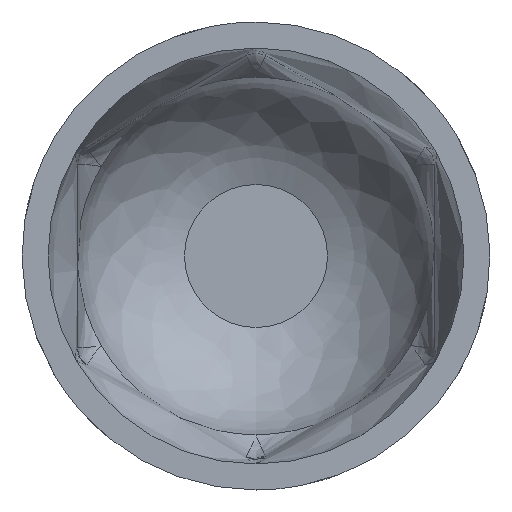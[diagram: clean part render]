
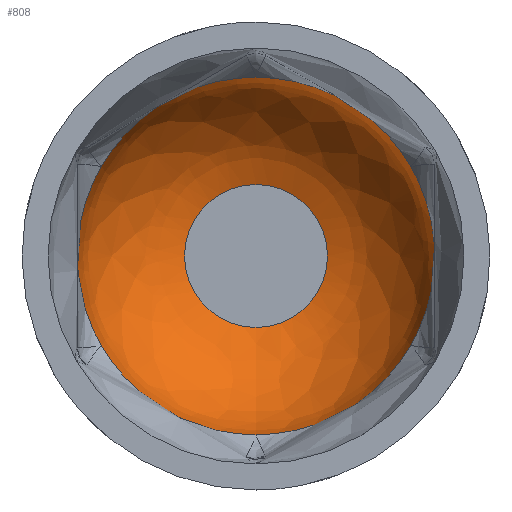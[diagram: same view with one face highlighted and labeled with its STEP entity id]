
A CAD part, front view. The second image highlights one B-rep face of the part: STEP entity #808.
In plain terms, the highlighted free-form (B-spline) face has degree [2, 2] with [3, 9] control points.
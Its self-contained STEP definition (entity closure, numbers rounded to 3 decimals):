
#25=(
BOUNDED_CURVE()
B_SPLINE_CURVE(2,(#2289,#2290,#2291),.UNSPECIFIED.,.F.,.F.)
B_SPLINE_CURVE_WITH_KNOTS((3,3),(0.119,1.26),
 .UNSPECIFIED.)
CURVE()
GEOMETRIC_REPRESENTATION_ITEM()
RATIONAL_B_SPLINE_CURVE((1.,0.842,1.))
REPRESENTATION_ITEM('')
);
#27=(
BOUNDED_SURFACE()
B_SPLINE_SURFACE(2,2,((#2261,#2262,#2263,#2264,#2265,#2266,#2267,#2268,
#2269),(#2270,#2271,#2272,#2273,#2274,#2275,#2276,#2277,#2278),(#2279,#2280,
#2281,#2282,#2283,#2284,#2285,#2286,#2287)),.UNSPECIFIED.,.F.,.T.,.F.)
B_SPLINE_SURFACE_WITH_KNOTS((3,3),(3,2,2,2,3),(0.119,1.26),
(-3.142,-1.571,0.,1.571,3.142),
 .UNSPECIFIED.)
GEOMETRIC_REPRESENTATION_ITEM()
RATIONAL_B_SPLINE_SURFACE(((1.,0.707,1.,0.707,1.,
0.707,1.,0.707,1.),(0.842,0.595,
0.842,0.595,0.842,0.595,
0.842,0.595,0.842),(1.,0.707,
1.,0.707,1.,0.707,1.,0.707,1.)))
REPRESENTATION_ITEM('')
SURFACE()
);
#30=CIRCLE('',#830,13.75);
#31=CIRCLE('',#831,13.75);
#32=CIRCLE('',#832,13.75);
#33=CIRCLE('',#833,13.75);
#34=CIRCLE('',#834,13.75);
#35=CIRCLE('',#835,13.75);
#37=CIRCLE('',#837,13.75);
#38=CIRCLE('',#838,13.75);
#39=CIRCLE('',#839,13.75);
#42=CIRCLE('',#842,13.75);
#43=CIRCLE('',#843,13.75);
#44=CIRCLE('',#844,13.75);
#45=CIRCLE('',#845,5.5);
#46=CIRCLE('',#846,5.5);
#47=CIRCLE('',#847,13.75);
#48=CIRCLE('',#848,13.75);
#49=CIRCLE('',#849,13.75);
#50=CIRCLE('',#850,13.75);
#51=CIRCLE('',#851,13.75);
#52=CIRCLE('',#852,13.75);
#79=FACE_OUTER_BOUND('',#108,.T.);
#108=EDGE_LOOP('',(#570,#571,#572,#573,#574,#575,#576,#577,#578,#579,#580,
#581,#582,#583,#584,#585,#586,#587,#588,#589,#590,#591));
#225=VERTEX_POINT('',#1064);
#235=VERTEX_POINT('',#1230);
#236=VERTEX_POINT('',#1241);
#237=VERTEX_POINT('',#1243);
#239=VERTEX_POINT('',#1351);
#244=VERTEX_POINT('',#1494);
#245=VERTEX_POINT('',#1496);
#246=VERTEX_POINT('',#1498);
#254=VERTEX_POINT('',#1758);
#255=VERTEX_POINT('',#1760);
#256=VERTEX_POINT('',#1762);
#264=VERTEX_POINT('',#2002);
#272=VERTEX_POINT('',#2172);
#273=VERTEX_POINT('',#2174);
#274=VERTEX_POINT('',#2288);
#275=VERTEX_POINT('',#2292);
#276=VERTEX_POINT('',#2295);
#277=VERTEX_POINT('',#2297);
#278=VERTEX_POINT('',#2300);
#279=VERTEX_POINT('',#2302);
#354=EDGE_CURVE('',#236,#235,#30,.T.);
#355=EDGE_CURVE('',#237,#236,#31,.T.);
#356=EDGE_CURVE('',#225,#237,#32,.T.);
#363=EDGE_CURVE('',#244,#239,#33,.T.);
#364=EDGE_CURVE('',#245,#244,#34,.T.);
#365=EDGE_CURVE('',#246,#245,#35,.T.);
#375=EDGE_CURVE('',#254,#246,#37,.T.);
#376=EDGE_CURVE('',#255,#254,#38,.T.);
#377=EDGE_CURVE('',#256,#255,#39,.T.);
#397=EDGE_CURVE('',#272,#256,#42,.T.);
#398=EDGE_CURVE('',#273,#272,#43,.T.);
#399=EDGE_CURVE('',#264,#273,#44,.T.);
#400=EDGE_CURVE('',#239,#274,#25,.T.);
#401=EDGE_CURVE('',#274,#275,#45,.T.);
#402=EDGE_CURVE('',#275,#274,#46,.T.);
#403=EDGE_CURVE('',#239,#276,#47,.T.);
#404=EDGE_CURVE('',#276,#277,#48,.T.);
#405=EDGE_CURVE('',#277,#225,#49,.T.);
#406=EDGE_CURVE('',#235,#278,#50,.T.);
#407=EDGE_CURVE('',#278,#279,#51,.T.);
#408=EDGE_CURVE('',#279,#264,#52,.T.);
#570=ORIENTED_EDGE('',*,*,#376,.T.);
#571=ORIENTED_EDGE('',*,*,#375,.T.);
#572=ORIENTED_EDGE('',*,*,#365,.T.);
#573=ORIENTED_EDGE('',*,*,#364,.T.);
#574=ORIENTED_EDGE('',*,*,#363,.T.);
#575=ORIENTED_EDGE('',*,*,#400,.T.);
#576=ORIENTED_EDGE('',*,*,#401,.T.);
#577=ORIENTED_EDGE('',*,*,#402,.T.);
#578=ORIENTED_EDGE('',*,*,#400,.F.);
#579=ORIENTED_EDGE('',*,*,#403,.T.);
#580=ORIENTED_EDGE('',*,*,#404,.T.);
#581=ORIENTED_EDGE('',*,*,#405,.T.);
#582=ORIENTED_EDGE('',*,*,#356,.T.);
#583=ORIENTED_EDGE('',*,*,#355,.T.);
#584=ORIENTED_EDGE('',*,*,#354,.T.);
#585=ORIENTED_EDGE('',*,*,#406,.T.);
#586=ORIENTED_EDGE('',*,*,#407,.T.);
#587=ORIENTED_EDGE('',*,*,#408,.T.);
#588=ORIENTED_EDGE('',*,*,#399,.T.);
#589=ORIENTED_EDGE('',*,*,#398,.T.);
#590=ORIENTED_EDGE('',*,*,#397,.T.);
#591=ORIENTED_EDGE('',*,*,#377,.T.);
#808=ADVANCED_FACE('',(#79),#27,.T.);
#830=AXIS2_PLACEMENT_3D('',#1242,#882,#883);
#831=AXIS2_PLACEMENT_3D('',#1244,#884,#885);
#832=AXIS2_PLACEMENT_3D('',#1245,#886,#887);
#833=AXIS2_PLACEMENT_3D('',#1495,#888,#889);
#834=AXIS2_PLACEMENT_3D('',#1497,#890,#891);
#835=AXIS2_PLACEMENT_3D('',#1499,#892,#893);
#837=AXIS2_PLACEMENT_3D('',#1759,#896,#897);
#838=AXIS2_PLACEMENT_3D('',#1761,#898,#899);
#839=AXIS2_PLACEMENT_3D('',#1763,#900,#901);
#842=AXIS2_PLACEMENT_3D('',#2173,#906,#907);
#843=AXIS2_PLACEMENT_3D('',#2175,#908,#909);
#844=AXIS2_PLACEMENT_3D('',#2176,#910,#911);
#845=AXIS2_PLACEMENT_3D('',#2293,#912,#913);
#846=AXIS2_PLACEMENT_3D('',#2294,#914,#915);
#847=AXIS2_PLACEMENT_3D('',#2296,#916,#917);
#848=AXIS2_PLACEMENT_3D('',#2298,#918,#919);
#849=AXIS2_PLACEMENT_3D('',#2299,#920,#921);
#850=AXIS2_PLACEMENT_3D('',#2301,#922,#923);
#851=AXIS2_PLACEMENT_3D('',#2303,#924,#925);
#852=AXIS2_PLACEMENT_3D('',#2304,#926,#927);
#882=DIRECTION('center_axis',(0.,-1.,0.));
#883=DIRECTION('ref_axis',(1.,0.,0.));
#884=DIRECTION('center_axis',(0.,-1.,0.));
#885=DIRECTION('ref_axis',(1.,0.,0.));
#886=DIRECTION('center_axis',(0.,-1.,0.));
#887=DIRECTION('ref_axis',(1.,0.,0.));
#888=DIRECTION('center_axis',(0.,-1.,0.));
#889=DIRECTION('ref_axis',(1.,0.,0.));
#890=DIRECTION('center_axis',(0.,-1.,0.));
#891=DIRECTION('ref_axis',(1.,0.,0.));
#892=DIRECTION('center_axis',(0.,-1.,0.));
#893=DIRECTION('ref_axis',(1.,0.,0.));
#896=DIRECTION('center_axis',(0.,-1.,0.));
#897=DIRECTION('ref_axis',(1.,0.,0.));
#898=DIRECTION('center_axis',(0.,-1.,0.));
#899=DIRECTION('ref_axis',(1.,0.,0.));
#900=DIRECTION('center_axis',(0.,-1.,0.));
#901=DIRECTION('ref_axis',(1.,0.,0.));
#906=DIRECTION('center_axis',(0.,-1.,0.));
#907=DIRECTION('ref_axis',(1.,0.,0.));
#908=DIRECTION('center_axis',(0.,-1.,0.));
#909=DIRECTION('ref_axis',(1.,0.,0.));
#910=DIRECTION('center_axis',(0.,-1.,0.));
#911=DIRECTION('ref_axis',(1.,0.,0.));
#912=DIRECTION('center_axis',(0.,1.,0.));
#913=DIRECTION('ref_axis',(1.,0.,0.));
#914=DIRECTION('center_axis',(0.,1.,0.));
#915=DIRECTION('ref_axis',(1.,0.,0.));
#916=DIRECTION('center_axis',(0.,-1.,0.));
#917=DIRECTION('ref_axis',(1.,0.,0.));
#918=DIRECTION('center_axis',(0.,-1.,0.));
#919=DIRECTION('ref_axis',(1.,0.,0.));
#920=DIRECTION('center_axis',(0.,-1.,0.));
#921=DIRECTION('ref_axis',(1.,0.,0.));
#922=DIRECTION('center_axis',(0.,-1.,0.));
#923=DIRECTION('ref_axis',(1.,0.,0.));
#924=DIRECTION('center_axis',(0.,-1.,0.));
#925=DIRECTION('ref_axis',(1.,0.,0.));
#926=DIRECTION('center_axis',(0.,-1.,0.));
#927=DIRECTION('ref_axis',(1.,0.,0.));
#1064=CARTESIAN_POINT('',(11.908,22.,-6.875));
#1230=CARTESIAN_POINT('',(11.908,22.,6.875));
#1241=CARTESIAN_POINT('',(13.494,22.,2.639));
#1242=CARTESIAN_POINT('Origin',(0.,22.,0.));
#1243=CARTESIAN_POINT('',(13.494,22.,-2.639));
#1244=CARTESIAN_POINT('Origin',(0.,22.,0.));
#1245=CARTESIAN_POINT('Origin',(0.,22.,0.));
#1351=CARTESIAN_POINT('',(0.,22.,-13.75));
#1494=CARTESIAN_POINT('',(-4.462,22.,-13.006));
#1495=CARTESIAN_POINT('Origin',(0.,22.,0.));
#1496=CARTESIAN_POINT('',(-9.032,22.,-10.367));
#1497=CARTESIAN_POINT('Origin',(0.,22.,0.));
#1498=CARTESIAN_POINT('',(-11.908,22.,-6.875));
#1499=CARTESIAN_POINT('Origin',(0.,22.,0.));
#1758=CARTESIAN_POINT('',(-13.494,22.,-2.639));
#1759=CARTESIAN_POINT('Origin',(0.,22.,0.));
#1760=CARTESIAN_POINT('',(-13.494,22.,2.639));
#1761=CARTESIAN_POINT('Origin',(0.,22.,0.));
#1762=CARTESIAN_POINT('',(-11.908,22.,6.875));
#1763=CARTESIAN_POINT('Origin',(0.,22.,0.));
#2002=CARTESIAN_POINT('',(0.,22.,13.75));
#2172=CARTESIAN_POINT('',(-9.032,22.,10.367));
#2173=CARTESIAN_POINT('Origin',(0.,22.,0.));
#2174=CARTESIAN_POINT('',(-4.462,22.,13.006));
#2175=CARTESIAN_POINT('Origin',(0.,22.,0.));
#2176=CARTESIAN_POINT('Origin',(0.,22.,0.));
#2261=CARTESIAN_POINT('Ctrl Pts',(0.,22.,-13.75));
#2262=CARTESIAN_POINT('Ctrl Pts',(-13.75,22.,-13.75));
#2263=CARTESIAN_POINT('Ctrl Pts',(-13.75,22.,0.));
#2264=CARTESIAN_POINT('Ctrl Pts',(-13.75,22.,13.75));
#2265=CARTESIAN_POINT('Ctrl Pts',(0.,22.,13.75));
#2266=CARTESIAN_POINT('Ctrl Pts',(13.75,22.,13.75));
#2267=CARTESIAN_POINT('Ctrl Pts',(13.75,22.,0.));
#2268=CARTESIAN_POINT('Ctrl Pts',(13.75,22.,-13.75));
#2269=CARTESIAN_POINT('Ctrl Pts',(0.,22.,-13.75));
#2270=CARTESIAN_POINT('Ctrl Pts',(0.,29.648,-12.834));
#2271=CARTESIAN_POINT('Ctrl Pts',(-12.834,29.648,-12.834));
#2272=CARTESIAN_POINT('Ctrl Pts',(-12.834,29.648,0.));
#2273=CARTESIAN_POINT('Ctrl Pts',(-12.834,29.648,12.834));
#2274=CARTESIAN_POINT('Ctrl Pts',(0.,29.648,12.834));
#2275=CARTESIAN_POINT('Ctrl Pts',(12.834,29.648,12.834));
#2276=CARTESIAN_POINT('Ctrl Pts',(12.834,29.648,0.));
#2277=CARTESIAN_POINT('Ctrl Pts',(12.834,29.648,-12.834));
#2278=CARTESIAN_POINT('Ctrl Pts',(0.,29.648,-12.834));
#2279=CARTESIAN_POINT('Ctrl Pts',(0.,32.,-5.5));
#2280=CARTESIAN_POINT('Ctrl Pts',(-5.5,32.,-5.5));
#2281=CARTESIAN_POINT('Ctrl Pts',(-5.5,32.,0.));
#2282=CARTESIAN_POINT('Ctrl Pts',(-5.5,32.,5.5));
#2283=CARTESIAN_POINT('Ctrl Pts',(0.,32.,5.5));
#2284=CARTESIAN_POINT('Ctrl Pts',(5.5,32.,5.5));
#2285=CARTESIAN_POINT('Ctrl Pts',(5.5,32.,0.));
#2286=CARTESIAN_POINT('Ctrl Pts',(5.5,32.,-5.5));
#2287=CARTESIAN_POINT('Ctrl Pts',(0.,32.,-5.5));
#2288=CARTESIAN_POINT('',(0.,32.,-5.5));
#2289=CARTESIAN_POINT('Ctrl Pts',(0.,22.,-13.75));
#2290=CARTESIAN_POINT('Ctrl Pts',(0.,29.648,-12.834));
#2291=CARTESIAN_POINT('Ctrl Pts',(0.,32.,-5.5));
#2292=CARTESIAN_POINT('',(-5.5,32.,0.));
#2293=CARTESIAN_POINT('Origin',(0.,32.,0.));
#2294=CARTESIAN_POINT('Origin',(0.,32.,0.));
#2295=CARTESIAN_POINT('',(4.462,22.,-13.006));
#2296=CARTESIAN_POINT('Origin',(0.,22.,0.));
#2297=CARTESIAN_POINT('',(9.032,22.,-10.367));
#2298=CARTESIAN_POINT('Origin',(0.,22.,0.));
#2299=CARTESIAN_POINT('Origin',(0.,22.,0.));
#2300=CARTESIAN_POINT('',(9.032,22.,10.367));
#2301=CARTESIAN_POINT('Origin',(0.,22.,0.));
#2302=CARTESIAN_POINT('',(4.462,22.,13.006));
#2303=CARTESIAN_POINT('Origin',(0.,22.,0.));
#2304=CARTESIAN_POINT('Origin',(0.,22.,0.));
